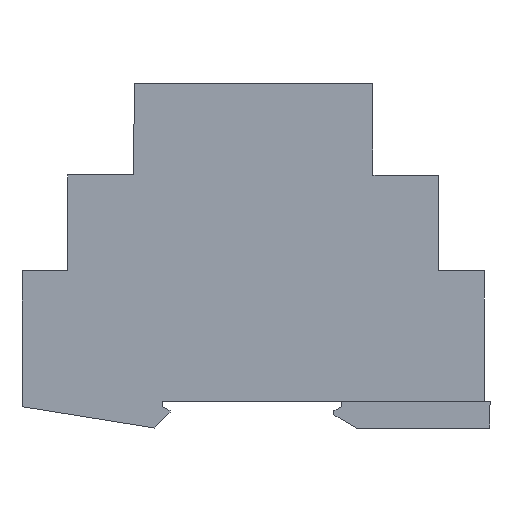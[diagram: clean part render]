
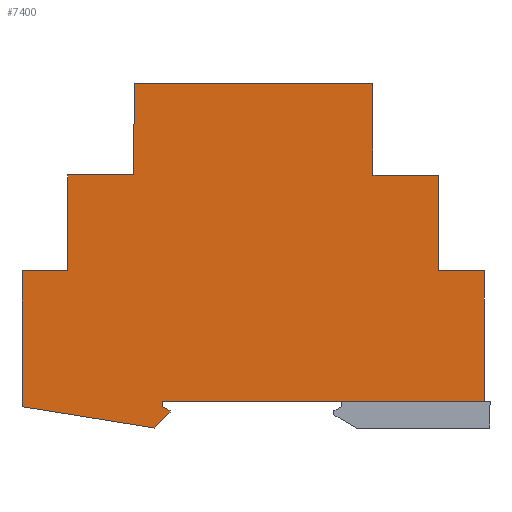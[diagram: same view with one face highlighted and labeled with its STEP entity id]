
A CAD part, left-side view. The second image highlights one B-rep face of the part: STEP entity #7400.
In plain terms, the highlighted planar face has unit normal (-1, 0, 0).
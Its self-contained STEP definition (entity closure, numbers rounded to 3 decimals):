
#7360=AXIS2_PLACEMENT_3D('Plane Axis2P3D',#7357,#7358,#7359) ;
#698=CARTESIAN_POINT('Vertex',(0.001,88.361,29.708)) ;
#714=CARTESIAN_POINT('Vertex',(0.001,88.409,4.029)) ;
#717=CARTESIAN_POINT('Line Origine',(0.001,88.385,16.869)) ;
#6272=CARTESIAN_POINT('Vertex',(0.001,61.945,4.006)) ;
#6286=CARTESIAN_POINT('Vertex',(0.001,61.945,5.006)) ;
#6289=CARTESIAN_POINT('Line Origine',(0.001,61.945,4.506)) ;
#6313=CARTESIAN_POINT('Vertex',(0.001,60.445,3.306)) ;
#6321=CARTESIAN_POINT('Line Origine',(0.001,61.195,3.656)) ;
#6339=CARTESIAN_POINT('Line Origine',(0.001,60.446,3.156)) ;
#6343=CARTESIAN_POINT('Vertex',(0.001,60.446,3.006)) ;
#6371=CARTESIAN_POINT('Line Origine',(0.001,61.946,1.506)) ;
#6375=CARTESIAN_POINT('Vertex',(0.001,63.446,0.006)) ;
#6403=CARTESIAN_POINT('Line Origine',(0.001,22.179,56.402)) ;
#6407=CARTESIAN_POINT('Vertex',(0.001,22.105,47.802)) ;
#6409=CARTESIAN_POINT('Vertex',(0.001,22.254,65.002)) ;
#6449=CARTESIAN_POINT('Line Origine',(0.001,75.927,2.018)) ;
#6467=CARTESIAN_POINT('Line Origine',(0.001,67.26,56.406)) ;
#6471=CARTESIAN_POINT('Vertex',(0.001,67.184,65.006)) ;
#6473=CARTESIAN_POINT('Vertex',(0.001,67.336,47.806)) ;
#6533=CARTESIAN_POINT('Vertex',(0.001,79.77,47.808)) ;
#6536=CARTESIAN_POINT('Line Origine',(0.001,73.553,47.807)) ;
#6594=CARTESIAN_POINT('Vertex',(0.001,79.803,29.708)) ;
#6602=CARTESIAN_POINT('Line Origine',(0.001,84.081,29.708)) ;
#6642=CARTESIAN_POINT('Line Origine',(0.001,79.783,40.521)) ;
#6707=CARTESIAN_POINT('Vertex',(0.001,1.042,5.)) ;
#6712=CARTESIAN_POINT('Line Origine',(0.001,31.494,5.003)) ;
#6740=CARTESIAN_POINT('Line Origine',(0.001,44.719,65.004)) ;
#7156=CARTESIAN_POINT('Vertex',(0.001,1.083,29.7)) ;
#7161=CARTESIAN_POINT('Line Origine',(0.001,1.062,17.35)) ;
#7357=CARTESIAN_POINT('Axis2P3D Location',(0.001,39.979,33.587)) ;
#7362=CARTESIAN_POINT('Line Origine',(0.001,5.362,29.701)) ;
#7366=CARTESIAN_POINT('Vertex',(0.001,9.641,29.701)) ;
#7369=CARTESIAN_POINT('Line Origine',(0.001,9.656,38.751)) ;
#7373=CARTESIAN_POINT('Vertex',(0.001,9.671,47.801)) ;
#7376=CARTESIAN_POINT('Line Origine',(0.001,15.888,47.801)) ;
#718=DIRECTION('Vector Direction',(0.,-0.002,1.)) ;
#6290=DIRECTION('Vector Direction',(0.,0.,1.)) ;
#6322=DIRECTION('Vector Direction',(0.,0.906,0.423)) ;
#6340=DIRECTION('Vector Direction',(0.,0.,-1.)) ;
#6372=DIRECTION('Vector Direction',(0.,0.707,-0.707)) ;
#6404=DIRECTION('Vector Direction',(0.,0.009,1.)) ;
#6450=DIRECTION('Vector Direction',(0.,-0.987,-0.159)) ;
#6468=DIRECTION('Vector Direction',(0.,0.009,-1.)) ;
#6537=DIRECTION('Vector Direction',(0.,1.,0.)) ;
#6603=DIRECTION('Vector Direction',(0.,1.,0.)) ;
#6643=DIRECTION('Vector Direction',(0.,-0.002,1.)) ;
#6713=DIRECTION('Vector Direction',(0.,1.,0.)) ;
#6741=DIRECTION('Vector Direction',(0.,1.,0.)) ;
#7162=DIRECTION('Vector Direction',(0.,0.002,1.)) ;
#7358=DIRECTION('Axis2P3D Direction',(1.,0.,0.)) ;
#7359=DIRECTION('Axis2P3D XDirection',(0.,-1.,0.)) ;
#7363=DIRECTION('Vector Direction',(0.,1.,0.)) ;
#7370=DIRECTION('Vector Direction',(0.,0.002,1.)) ;
#7377=DIRECTION('Vector Direction',(0.,1.,0.)) ;
#719=VECTOR('Line Direction',#718,1.) ;
#6291=VECTOR('Line Direction',#6290,1.) ;
#6323=VECTOR('Line Direction',#6322,1.) ;
#6341=VECTOR('Line Direction',#6340,1.) ;
#6373=VECTOR('Line Direction',#6372,1.) ;
#6405=VECTOR('Line Direction',#6404,1.) ;
#6451=VECTOR('Line Direction',#6450,1.) ;
#6469=VECTOR('Line Direction',#6468,1.) ;
#6538=VECTOR('Line Direction',#6537,1.) ;
#6604=VECTOR('Line Direction',#6603,1.) ;
#6644=VECTOR('Line Direction',#6643,1.) ;
#6714=VECTOR('Line Direction',#6713,1.) ;
#6742=VECTOR('Line Direction',#6741,1.) ;
#7163=VECTOR('Line Direction',#7162,1.) ;
#7364=VECTOR('Line Direction',#7363,1.) ;
#7371=VECTOR('Line Direction',#7370,1.) ;
#7378=VECTOR('Line Direction',#7377,1.) ;
#7382=ORIENTED_EDGE('',*,*,#7368,.T.) ;
#7383=ORIENTED_EDGE('',*,*,#7375,.T.) ;
#7384=ORIENTED_EDGE('',*,*,#7380,.T.) ;
#7385=ORIENTED_EDGE('',*,*,#6411,.T.) ;
#7386=ORIENTED_EDGE('',*,*,#6744,.F.) ;
#7387=ORIENTED_EDGE('',*,*,#6475,.T.) ;
#7388=ORIENTED_EDGE('',*,*,#6540,.T.) ;
#7389=ORIENTED_EDGE('',*,*,#6646,.F.) ;
#7390=ORIENTED_EDGE('',*,*,#6606,.T.) ;
#7391=ORIENTED_EDGE('',*,*,#721,.F.) ;
#7392=ORIENTED_EDGE('',*,*,#6453,.T.) ;
#7393=ORIENTED_EDGE('',*,*,#6377,.T.) ;
#7394=ORIENTED_EDGE('',*,*,#6345,.T.) ;
#7395=ORIENTED_EDGE('',*,*,#6325,.T.) ;
#7396=ORIENTED_EDGE('',*,*,#6293,.T.) ;
#7397=ORIENTED_EDGE('',*,*,#6716,.F.) ;
#7398=ORIENTED_EDGE('',*,*,#7165,.T.) ;
#7400=ADVANCED_FACE('TIMER',(#7399),#7361,.F.) ;
#721=EDGE_CURVE('',#715,#699,#720,.T.) ;
#6293=EDGE_CURVE('',#6273,#6287,#6292,.T.) ;
#6325=EDGE_CURVE('',#6314,#6273,#6324,.T.) ;
#6345=EDGE_CURVE('',#6344,#6314,#6342,.F.) ;
#6377=EDGE_CURVE('',#6376,#6344,#6374,.F.) ;
#6411=EDGE_CURVE('',#6408,#6410,#6406,.T.) ;
#6453=EDGE_CURVE('',#715,#6376,#6452,.T.) ;
#6475=EDGE_CURVE('',#6472,#6474,#6470,.T.) ;
#6540=EDGE_CURVE('',#6474,#6534,#6539,.T.) ;
#6606=EDGE_CURVE('',#6595,#699,#6605,.T.) ;
#6646=EDGE_CURVE('',#6595,#6534,#6645,.T.) ;
#6716=EDGE_CURVE('',#6708,#6287,#6715,.T.) ;
#6744=EDGE_CURVE('',#6472,#6410,#6743,.F.) ;
#7165=EDGE_CURVE('',#6708,#7157,#7164,.T.) ;
#7368=EDGE_CURVE('',#7157,#7367,#7365,.T.) ;
#7375=EDGE_CURVE('',#7367,#7374,#7372,.T.) ;
#7380=EDGE_CURVE('',#7374,#6408,#7379,.T.) ;
#7381=EDGE_LOOP('',(#7382,#7383,#7384,#7385,#7386,#7387,#7388,#7389,#7390,#7391,#7392,#7393,#7394,#7395,#7396,#7397,#7398)) ;
#7399=FACE_OUTER_BOUND('',#7381,.T.) ;
#720=LINE('Line',#717,#719) ;
#6292=LINE('Line',#6289,#6291) ;
#6324=LINE('Line',#6321,#6323) ;
#6342=LINE('Line',#6339,#6341) ;
#6374=LINE('Line',#6371,#6373) ;
#6406=LINE('Line',#6403,#6405) ;
#6452=LINE('Line',#6449,#6451) ;
#6470=LINE('Line',#6467,#6469) ;
#6539=LINE('Line',#6536,#6538) ;
#6605=LINE('Line',#6602,#6604) ;
#6645=LINE('Line',#6642,#6644) ;
#6715=LINE('Line',#6712,#6714) ;
#6743=LINE('Line',#6740,#6742) ;
#7164=LINE('Line',#7161,#7163) ;
#7365=LINE('Line',#7362,#7364) ;
#7372=LINE('Line',#7369,#7371) ;
#7379=LINE('Line',#7376,#7378) ;
#7361=PLANE('',#7360) ;
#699=VERTEX_POINT('',#698) ;
#715=VERTEX_POINT('',#714) ;
#6273=VERTEX_POINT('',#6272) ;
#6287=VERTEX_POINT('',#6286) ;
#6314=VERTEX_POINT('',#6313) ;
#6344=VERTEX_POINT('',#6343) ;
#6376=VERTEX_POINT('',#6375) ;
#6408=VERTEX_POINT('',#6407) ;
#6410=VERTEX_POINT('',#6409) ;
#6472=VERTEX_POINT('',#6471) ;
#6474=VERTEX_POINT('',#6473) ;
#6534=VERTEX_POINT('',#6533) ;
#6595=VERTEX_POINT('',#6594) ;
#6708=VERTEX_POINT('',#6707) ;
#7157=VERTEX_POINT('',#7156) ;
#7367=VERTEX_POINT('',#7366) ;
#7374=VERTEX_POINT('',#7373) ;
